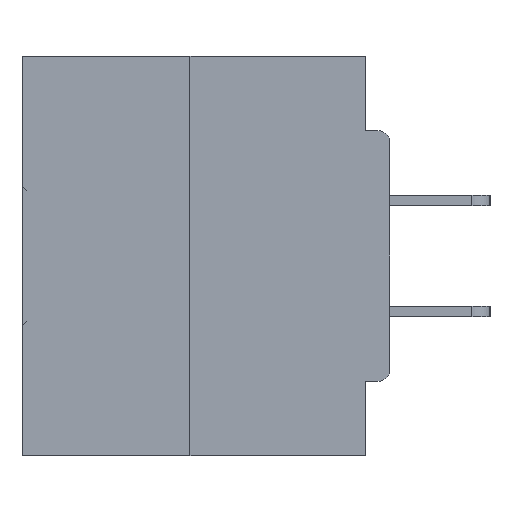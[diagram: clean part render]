
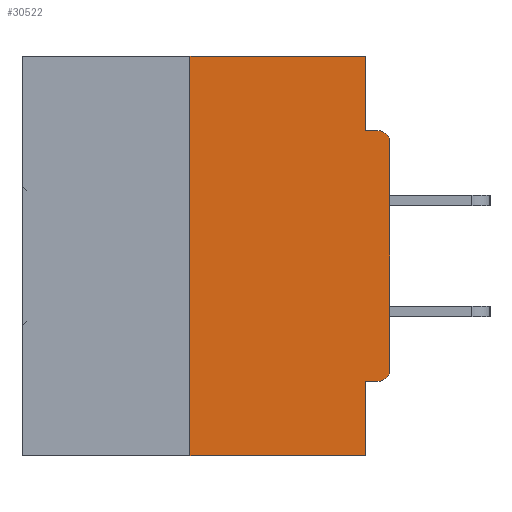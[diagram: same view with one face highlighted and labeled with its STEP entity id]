
A CAD part, left-side view. The second image highlights one B-rep face of the part: STEP entity #30522.
In plain terms, the highlighted planar face has unit normal (-1, 0, 0).
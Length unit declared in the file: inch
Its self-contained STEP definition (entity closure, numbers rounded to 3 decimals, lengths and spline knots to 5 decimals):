
#61 = VERTEX_POINT ( 'NONE', #28211 ) ;
#144 = CARTESIAN_POINT ( 'NONE',  ( 0., 0.031, -0.4065 ) ) ;
#1164 = ORIENTED_EDGE ( 'NONE', *, *, #35576, .F. ) ;
#1208 = VERTEX_POINT ( 'NONE', #12062 ) ;
#1422 = DIRECTION ( 'NONE',  ( 0., 0., -1. ) ) ;
#2128 = CARTESIAN_POINT ( 'NONE',  ( 0., 0.015, -0.3915 ) ) ;
#2965 = CARTESIAN_POINT ( 'NONE',  ( 0., 0., -0.1085 ) ) ;
#3411 = ORIENTED_EDGE ( 'NONE', *, *, #18094, .T. ) ;
#5275 = DIRECTION ( 'NONE',  ( -1., 0., 0. ) ) ;
#6071 = EDGE_CURVE ( 'NONE', #6996, #32950, #16141, .T. ) ;
#6129 = CARTESIAN_POINT ( 'NONE',  ( 0., 0., -0.3915 ) ) ;
#6991 = VECTOR ( 'NONE', #19705, 39.37008 ) ;
#6996 = VERTEX_POINT ( 'NONE', #24946 ) ;
#7129 = CARTESIAN_POINT ( 'NONE',  ( 0., 0.25, 0. ) ) ;
#7920 = DIRECTION ( 'NONE',  ( 0., 1., 0. ) ) ;
#8231 = DIRECTION ( 'NONE',  ( 0., 0., -1. ) ) ;
#9220 = VERTEX_POINT ( 'NONE', #28024 ) ;
#9308 = EDGE_CURVE ( 'NONE', #1208, #31998, #34526, .T. ) ;
#9515 = DIRECTION ( 'NONE',  ( 0., -1., 0. ) ) ;
#9539 = LINE ( 'NONE', #13848, #36218 ) ;
#10442 = EDGE_CURVE ( 'NONE', #9220, #61, #22869, .T. ) ;
#10557 = CIRCLE ( 'NONE', #43149, 0.015 ) ;
#10978 = CARTESIAN_POINT ( 'NONE',  ( 0., 0.25, 0. ) ) ;
#11042 = EDGE_CURVE ( 'NONE', #16761, #32950, #9539, .T. ) ;
#11321 = LINE ( 'NONE', #25165, #26629 ) ;
#11405 = DIRECTION ( 'NONE',  ( 1., 0., 0. ) ) ;
#12062 = CARTESIAN_POINT ( 'NONE',  ( 0., 0.015, -0.4065 ) ) ;
#12539 = DIRECTION ( 'NONE',  ( -1., 0., 0. ) ) ;
#13115 = ORIENTED_EDGE ( 'NONE', *, *, #23382, .T. ) ;
#13162 = EDGE_CURVE ( 'NONE', #14211, #9220, #44687, .T. ) ;
#13285 = ORIENTED_EDGE ( 'NONE', *, *, #13162, .F. ) ;
#13380 = DIRECTION ( 'NONE',  ( 0., 0., -1. ) ) ;
#13848 = CARTESIAN_POINT ( 'NONE',  ( 0., 0.031, -0.5 ) ) ;
#14211 = VERTEX_POINT ( 'NONE', #10978 ) ;
#15669 = VECTOR ( 'NONE', #43133, 39.37008 ) ;
#16141 = LINE ( 'NONE', #33846, #42615 ) ;
#16451 = EDGE_CURVE ( 'NONE', #61, #28425, #31761, .T. ) ;
#16761 = VERTEX_POINT ( 'NONE', #144 ) ;
#16997 = CARTESIAN_POINT ( 'NONE',  ( 0., 0.46, 0. ) ) ;
#17998 = CARTESIAN_POINT ( 'NONE',  ( 0., 0.031, -0.5 ) ) ;
#18094 = EDGE_CURVE ( 'NONE', #31998, #40507, #43809, .T. ) ;
#18147 = DIRECTION ( 'NONE',  ( 0., -1., 0. ) ) ;
#18578 = ORIENTED_EDGE ( 'NONE', *, *, #19106, .F. ) ;
#19106 = EDGE_CURVE ( 'NONE', #1208, #16761, #11321, .T. ) ;
#19705 = DIRECTION ( 'NONE',  ( 0., 0., -1. ) ) ;
#21188 = DIRECTION ( 'NONE',  ( 0., 0., 1. ) ) ;
#21933 = ORIENTED_EDGE ( 'NONE', *, *, #9308, .T. ) ;
#22182 = VECTOR ( 'NONE', #18147, 39.37008 ) ;
#22283 = PLANE ( 'NONE',  #42012 ) ;
#22869 = LINE ( 'NONE', #36702, #6991 ) ;
#23382 = EDGE_CURVE ( 'NONE', #40507, #28425, #10557, .T. ) ;
#24946 = CARTESIAN_POINT ( 'NONE',  ( 0., 0.25, -0.5 ) ) ;
#25165 = CARTESIAN_POINT ( 'NONE',  ( 0., 0., -0.4065 ) ) ;
#25383 = CARTESIAN_POINT ( 'NONE',  ( 0., 0., -0.0935 ) ) ;
#25480 = CARTESIAN_POINT ( 'NONE',  ( 0., 0.015, -0.1085 ) ) ;
#25701 = DIRECTION ( 'NONE',  ( 0., 0., -1. ) ) ;
#25912 = FACE_OUTER_BOUND ( 'NONE', #35515, .T. ) ;
#26629 = VECTOR ( 'NONE', #7920, 39.37008 ) ;
#26901 = CARTESIAN_POINT ( 'NONE',  ( 0., 0.015, -0.0935 ) ) ;
#27562 = LINE ( 'NONE', #7129, #44602 ) ;
#27957 = ORIENTED_EDGE ( 'NONE', *, *, #6071, .T. ) ;
#28024 = CARTESIAN_POINT ( 'NONE',  ( 0., 0.031, 0. ) ) ;
#28211 = CARTESIAN_POINT ( 'NONE',  ( 0., 0.031, -0.0935 ) ) ;
#28425 = VERTEX_POINT ( 'NONE', #26901 ) ;
#29075 = CARTESIAN_POINT ( 'NONE',  ( 0., 0., 0. ) ) ;
#29102 = VECTOR ( 'NONE', #9515, 39.37008 ) ;
#30441 = DIRECTION ( 'NONE',  ( 0., -1., 0. ) ) ;
#30522 = ADVANCED_FACE ( 'NONE', ( #25912 ), #22283, .F. ) ;
#31761 = LINE ( 'NONE', #25383, #22182 ) ;
#31998 = VERTEX_POINT ( 'NONE', #6129 ) ;
#32381 = ORIENTED_EDGE ( 'NONE', *, *, #11042, .F. ) ;
#32950 = VERTEX_POINT ( 'NONE', #17998 ) ;
#33846 = CARTESIAN_POINT ( 'NONE',  ( 0., 0.46, -0.5 ) ) ;
#34526 = CIRCLE ( 'NONE', #40278, 0.015 ) ;
#35515 = EDGE_LOOP ( 'NONE', ( #13285, #1164, #27957, #32381, #18578, #21933, #3411, #13115, #41782, #44396 ) ) ;
#35576 = EDGE_CURVE ( 'NONE', #6996, #14211, #27562, .T. ) ;
#35904 = CARTESIAN_POINT ( 'NONE',  ( 0., 0.46, 0. ) ) ;
#36218 = VECTOR ( 'NONE', #13380, 39.37008 ) ;
#36702 = CARTESIAN_POINT ( 'NONE',  ( 0., 0.031, 0. ) ) ;
#40278 = AXIS2_PLACEMENT_3D ( 'NONE', #2128, #12539, #25701 ) ;
#40507 = VERTEX_POINT ( 'NONE', #2965 ) ;
#41782 = ORIENTED_EDGE ( 'NONE', *, *, #16451, .F. ) ;
#42012 = AXIS2_PLACEMENT_3D ( 'NONE', #35904, #11405, #1422 ) ;
#42615 = VECTOR ( 'NONE', #30441, 39.37008 ) ;
#43133 = DIRECTION ( 'NONE',  ( 0., 0., 1. ) ) ;
#43149 = AXIS2_PLACEMENT_3D ( 'NONE', #25480, #5275, #8231 ) ;
#43809 = LINE ( 'NONE', #29075, #15669 ) ;
#44396 = ORIENTED_EDGE ( 'NONE', *, *, #10442, .F. ) ;
#44602 = VECTOR ( 'NONE', #21188, 39.37008 ) ;
#44687 = LINE ( 'NONE', #16997, #29102 ) ;
